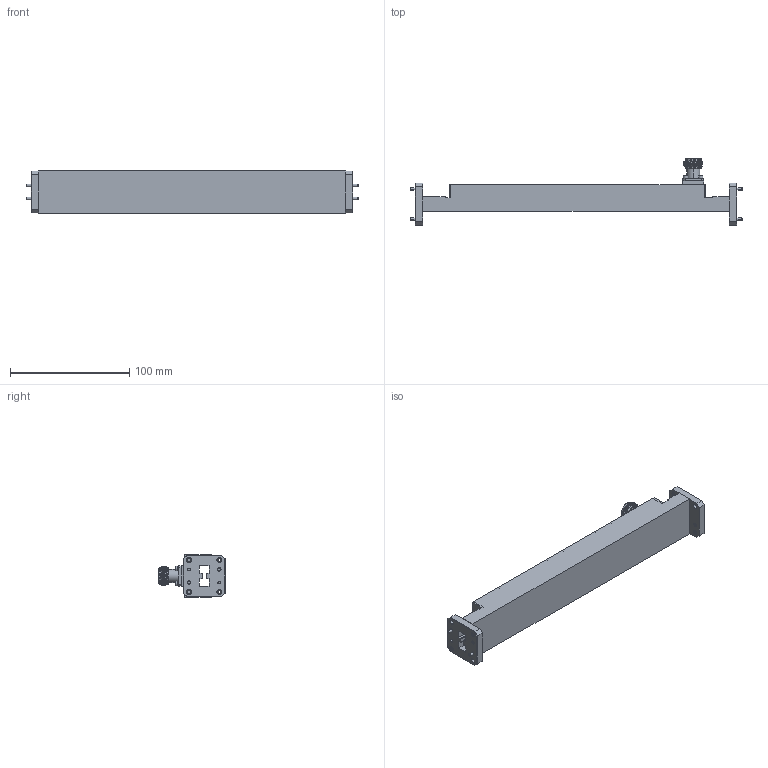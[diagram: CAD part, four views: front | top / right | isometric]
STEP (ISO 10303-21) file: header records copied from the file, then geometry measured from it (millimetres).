
FILE_DESCRIPTION (( 'STEP AP214' ), '1' );
FILE_NAME ('FMWRD750CP02-30_3D.step', '2023-05-23T23:45:26', ( '' ), ( '' ), 'SwSTEP 2.0', 'SolidWorks 2022', '' );
FILE_SCHEMA (( 'AUTOMOTIVE_DESIGN' ));
Length unit declared in the file: inch
Products named in the file (1): FMWRD750CP02-30_3D
Bounding box: 278.6 x 55.43 x 36 mm (x, y, z)
Volume: 175231.6 mm3; surface area: 55801.9 mm2
Topology: 1 solids, 1 shells, 1238 faces, 3177 edges, 2051 vertices
Faces by surface type: plane 594, cone 313, cylinder 244, bspline 87
Entity records: 66086 total; most frequent: CARTESIAN_POINT 37800, ORIENTED_EDGE 6354, DIRECTION 5256, EDGE_CURVE 3177, VERTEX_POINT 2051, AXIS2_PLACEMENT_3D 1971, EDGE_LOOP 1374, VECTOR 1314
